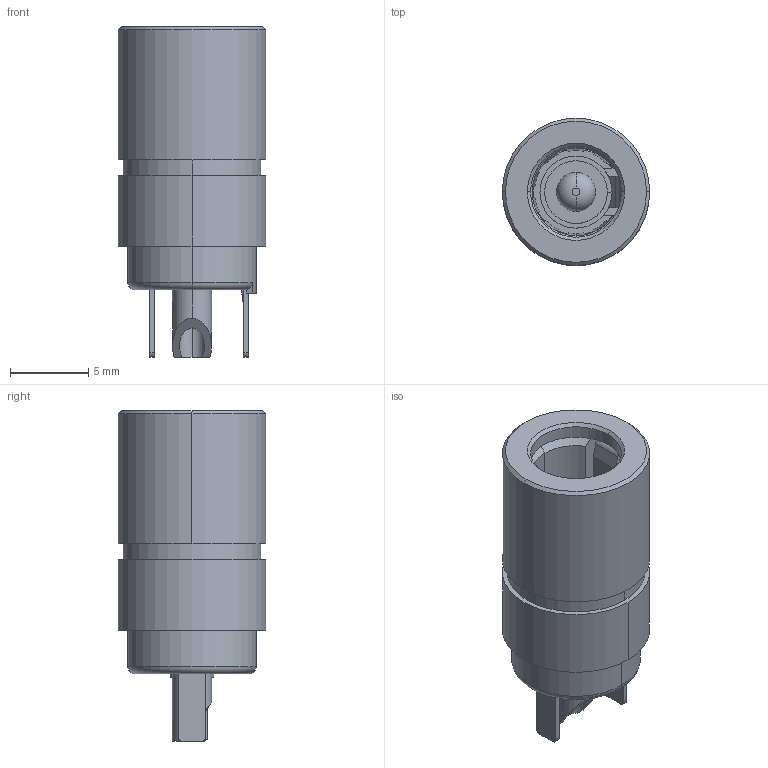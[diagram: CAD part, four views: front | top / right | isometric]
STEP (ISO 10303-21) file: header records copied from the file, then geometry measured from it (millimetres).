
FILE_DESCRIPTION (( 'STEP AP203' ), '1' );
FILE_NAME ('H685-25-2Q.STEP', '2021-12-24T08:45:59', ( '' ), ( '' ), 'SwSTEP 2.0', 'SolidWorks 2016', '' );
FILE_SCHEMA (( 'CONFIG_CONTROL_DESIGN' ));
Length unit declared in the file: millimetre
Products named in the file (10): 蝶薜1-0721; H685-25-2Q; Switch-0721; 粟え2-0721; pin-0721; 褲1-0721; 褲2-0721; 粟え1-0721; 蝶薜3-0721; 蝶薜2-0721
Assembly tree (9 placements, depth 2):
  H685-25-2Q
    蝶薜3-0721
    Switch-0721
    粟え2-0721
    褲2-0721
    蝶薜2-0721
    粟え1-0721
    蝶薜1-0721
    褲1-0721
    pin-0721
Bounding box: 9.4 x 9.4 x 21.1 mm (x, y, z)
Volume: 798.3 mm3; surface area: 2301.6 mm2
Topology: 11 solids, 11 shells, 362 faces, 1005 edges, 656 vertices
Faces by surface type: plane 151, cylinder 149, torus 46, cone 12, sphere 4
Entity records: 13012 total; most frequent: CARTESIAN_POINT 2849, ORIENTED_EDGE 1990, DIRECTION 1860, EDGE_CURVE 995, AXIS2_PLACEMENT_3D 719, VERTEX_POINT 652, VECTOR 422, LINE 422
